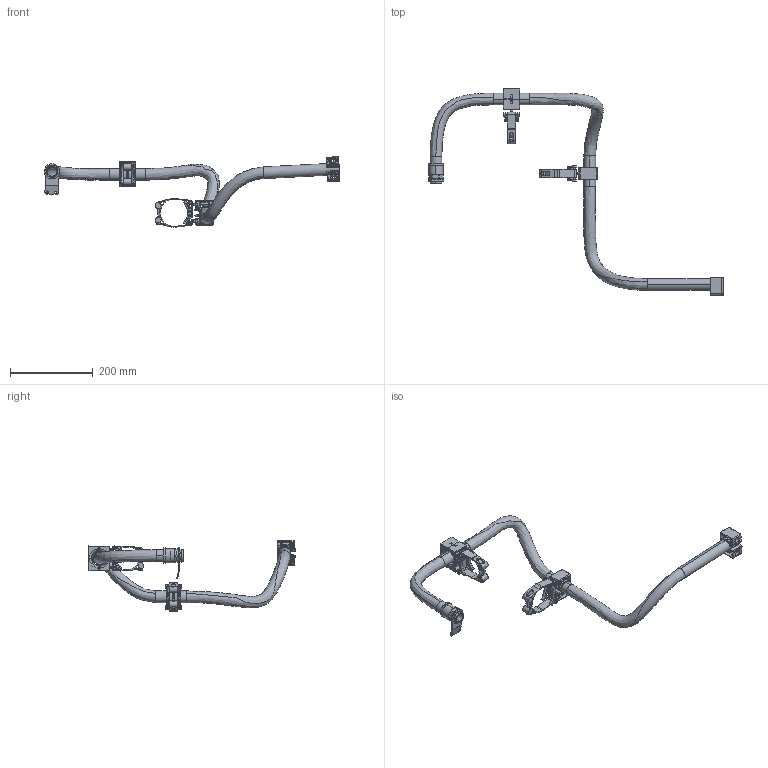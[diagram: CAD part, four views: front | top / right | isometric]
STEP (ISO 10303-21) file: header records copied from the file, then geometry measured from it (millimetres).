
FILE_DESCRIPTION (( 'STEP AP203' ), '1' );
FILE_NAME ('P2509.STEP', '2021-05-05T06:41:03', ( '' ), ( '' ), 'SwSTEP 2.0', 'SolidWorks 2019', '' );
FILE_SCHEMA (( 'CONFIG_CONTROL_DESIGN' ));
Length unit declared in the file: millimetre
Products named in the file (1): P2509
Bounding box: 714.27 x 498.87 x 170.6 mm (x, y, z)
Volume: 508616.8 mm3; surface area: 348581.7 mm2
Topology: 32 solids, 33 shells, 1824 faces, 4738 edges, 2986 vertices
Faces by surface type: plane 626, cylinder 602, bspline 246, torus 190, cone 134, sphere 26
Entity records: 67445 total; most frequent: CARTESIAN_POINT 23841, ORIENTED_EDGE 9376, DIRECTION 8954, EDGE_CURVE 4688, AXIS2_PLACEMENT_3D 3429, VERTEX_POINT 2986, LINE 2096, VECTOR 2096
